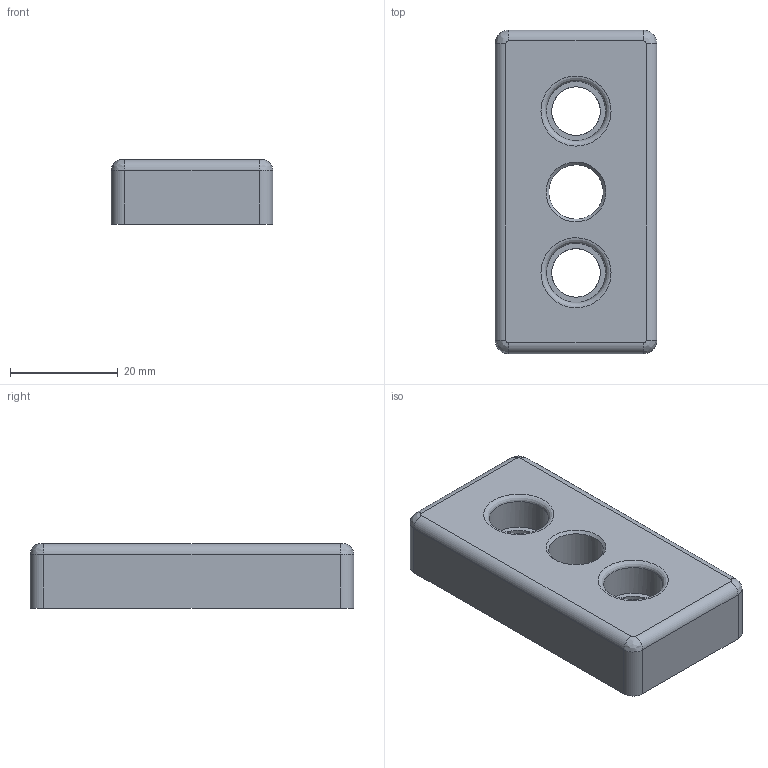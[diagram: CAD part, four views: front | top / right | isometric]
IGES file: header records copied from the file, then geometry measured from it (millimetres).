
Global section: file name: 523060.12; native system: Autodesk Inventor 2021; preprocessor: unknown; author: Špaček,,; organization: 11; date: 20211028.075955; units: millimetre
Bounding box: 30 x 60 x 12 mm (x, y, z)
Volume: 15360.9 mm3; surface area: 8346.7 mm2
Topology: 1 solids, 1 shells, 197 faces, 472 edges, 286 vertices
Faces by surface type: bspline 197
